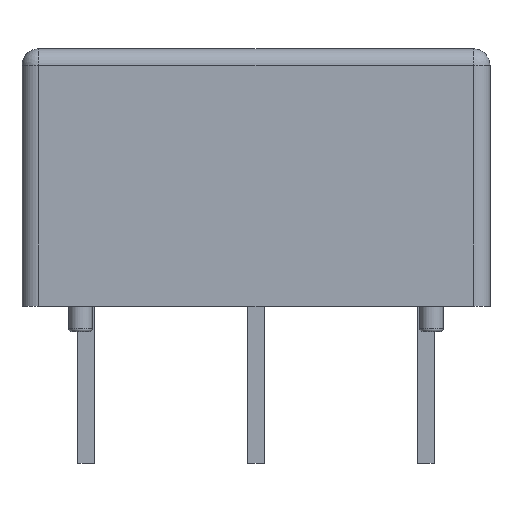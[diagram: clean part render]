
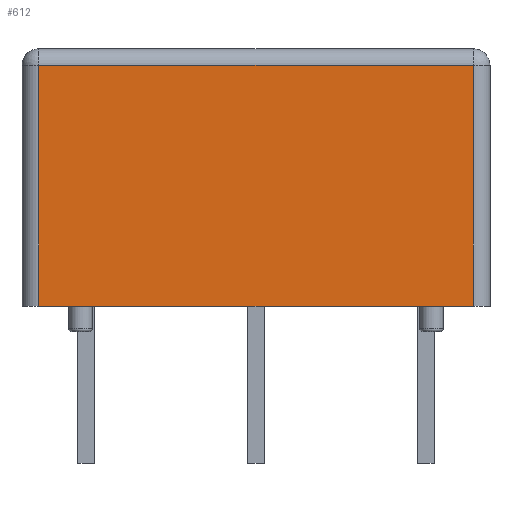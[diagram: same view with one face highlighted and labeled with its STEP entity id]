
A CAD part, front view. The second image highlights one B-rep face of the part: STEP entity #612.
In plain terms, the highlighted planar face has unit normal (0, -1, 0).
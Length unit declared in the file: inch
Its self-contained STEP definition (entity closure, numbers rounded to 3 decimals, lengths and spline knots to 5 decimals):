
#187=CARTESIAN_POINT('',(0.25591,-0.25197,0.0));
#188=VERTEX_POINT('',#187);
#196=CARTESIAN_POINT('',(-0.25591,-0.25197,0.0));
#197=VERTEX_POINT('',#196);
#198=CARTESIAN_POINT('',(0.25591,-0.25197,0.0));
#199=DIRECTION('',(-1.0,0.0,0.0));
#200=VECTOR('',#199,0.51181);
#201=LINE('',#198,#200);
#202=EDGE_CURVE('',#188,#197,#201,.T.);
#582=CARTESIAN_POINT('',(-0.2815,-0.25197,0.29764));
#583=DIRECTION('',(0.0,-1.0,0.0));
#584=DIRECTION('',(0.0,0.0,-1.0));
#585=AXIS2_PLACEMENT_3D('',#582,#583,#584);
#586=PLANE('',#585);
#587=ORIENTED_EDGE('',*,*,#202,.F.);
#588=CARTESIAN_POINT('',(0.25591,-0.25197,0.28346));
#589=VERTEX_POINT('',#588);
#590=CARTESIAN_POINT('',(0.25591,-0.25197,0.0));
#591=DIRECTION('',(0.0,0.0,1.0));
#592=VECTOR('',#591,0.28346);
#593=LINE('',#590,#592);
#594=EDGE_CURVE('',#188,#589,#593,.T.);
#595=ORIENTED_EDGE('',*,*,#594,.T.);
#596=CARTESIAN_POINT('',(-0.25591,-0.25197,0.28346));
#597=VERTEX_POINT('',#596);
#598=CARTESIAN_POINT('',(-0.25591,-0.25197,0.28346));
#599=DIRECTION('',(1.0,0.0,0.0));
#600=VECTOR('',#599,0.51181);
#601=LINE('',#598,#600);
#602=EDGE_CURVE('',#597,#589,#601,.T.);
#603=ORIENTED_EDGE('',*,*,#602,.F.);
#604=CARTESIAN_POINT('',(-0.25591,-0.25197,0.0));
#605=DIRECTION('',(0.0,0.0,1.0));
#606=VECTOR('',#605,0.28346);
#607=LINE('',#604,#606);
#608=EDGE_CURVE('',#197,#597,#607,.T.);
#609=ORIENTED_EDGE('',*,*,#608,.F.);
#610=EDGE_LOOP('',(#587,#595,#603,#609));
#611=FACE_OUTER_BOUND('',#610,.T.);
#612=ADVANCED_FACE('',(#611),#586,.T.);
